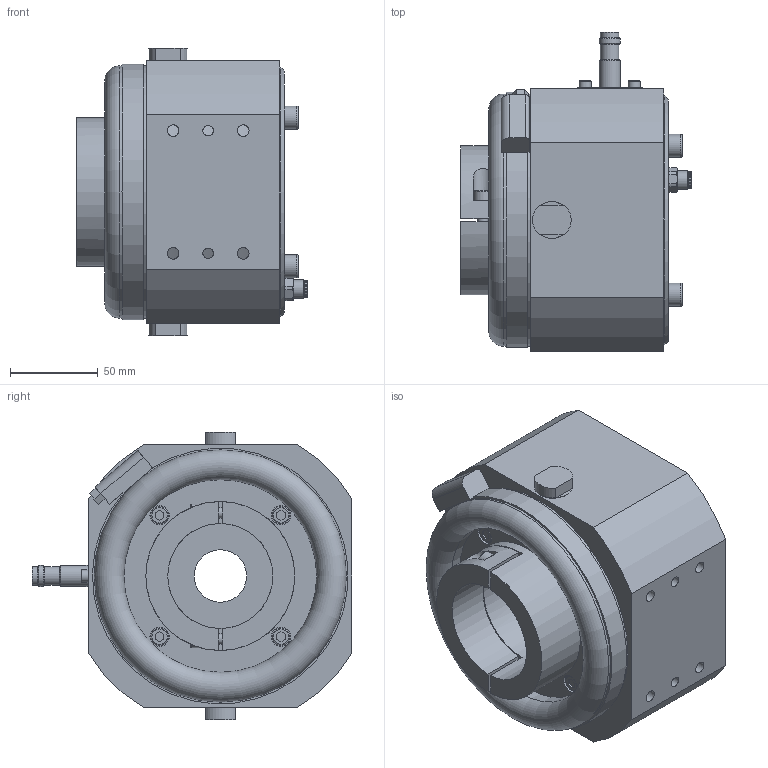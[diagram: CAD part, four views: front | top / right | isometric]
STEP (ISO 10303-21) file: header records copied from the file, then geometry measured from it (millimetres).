
FILE_DESCRIPTION(/* description */ (''),/* implementation_level */ '2;1');
FILE_NAME(/* name */ 'SSU 60_60058005.stp',/* time_stamp */ '2018-03-14T07:18:54+01:00',/* author */ ('rmorof'),/* organization */ (''),/* preprocessor_version */ 'ST-DEVELOPER v17',/* originating_system */ 'Autodesk Inventor 2018',/* authorisation */ '');
FILE_SCHEMA (('CONFIG_CONTROL_DESIGN'));
Length unit declared in the file: millimetre
Products named in the file (1): SSU 60_60058005
Bounding box: 131.55 x 182.3 x 164.2 mm (x, y, z)
Volume: 1592792.1 mm3; surface area: 154386.7 mm2
Topology: 1 solids, 16 shells, 438 faces, 1140 edges, 785 vertices
Faces by surface type: plane 247, cylinder 138, cone 36, torus 17
Full cylindrical faces by diameter (mm): 3 x4, 4 x2, 4.5 x2, 4.917 x2, 6 x5, 6.6 x2, 6.647 x4, 7 x2, 7.2 x1, 8 x4, 8.5 x4, 8.565 x1, 8.566 x2, 9.9 x1, 10 x6, 10.6 x3, 11 x4, 11.7 x2, 12 x2, 12.917 x2, 13 x4, 15 x2, 21 x2, 30 x1, 60 x1, 70 x4, 75.314 x1, 80 x2, 85 x3, 85.998 x1
Entity records: 14570 total; most frequent: CARTESIAN_POINT 2986, DIRECTION 2399, ORIENTED_EDGE 2260, EDGE_CURVE 1130, AXIS2_PLACEMENT_3D 941, VERTEX_POINT 785, EDGE_LOOP 531, LINE 517
